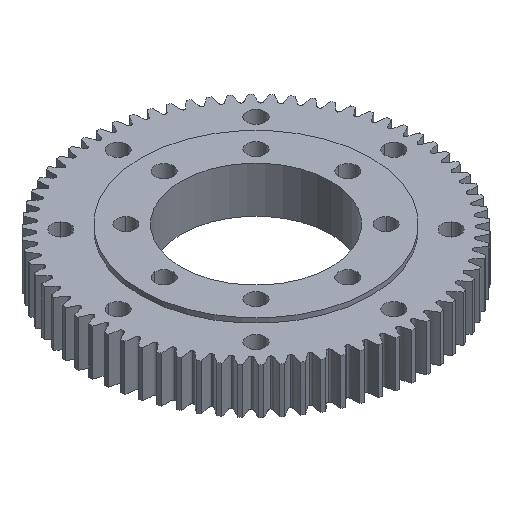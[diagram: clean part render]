
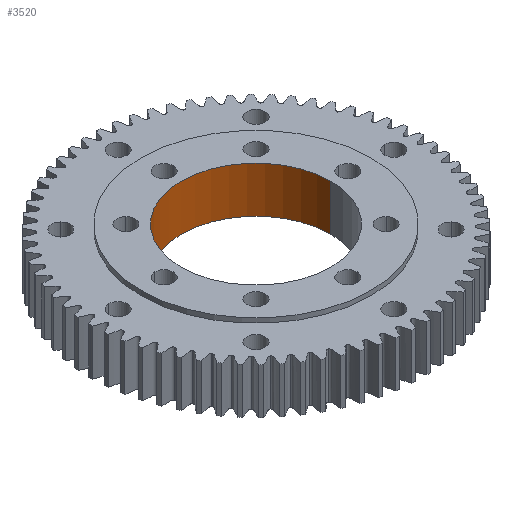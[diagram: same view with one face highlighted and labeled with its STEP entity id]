
A CAD part, isometric view. The second image highlights one B-rep face of the part: STEP entity #3520.
In plain terms, the highlighted cylindrical face has radius 32.5 mm (diameter 65 mm), a partial arc.
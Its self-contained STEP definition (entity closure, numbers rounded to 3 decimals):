
#286 = CARTESIAN_POINT ( 'NONE',  ( 32.5, 0., 2. ) ) ;
#1226 = VECTOR ( 'NONE', #11366, 1000. ) ;
#1559 = DIRECTION ( 'NONE',  ( 0., 0., 1. ) ) ;
#2696 = DIRECTION ( 'NONE',  ( 1., 0., 0. ) ) ;
#3224 = CARTESIAN_POINT ( 'NONE',  ( -32.5, 0., 2. ) ) ;
#3253 = AXIS2_PLACEMENT_3D ( 'NONE', #8772, #5082, #2696 ) ;
#3520 = ADVANCED_FACE ( 'NONE', ( #5208 ), #11305, .F. ) ;
#3590 = EDGE_CURVE ( 'NONE', #10150, #12562, #10936, .T. ) ;
#5082 = DIRECTION ( 'NONE',  ( 0., 0., 1. ) ) ;
#5091 = CARTESIAN_POINT ( 'NONE',  ( -32.5, 0., 22. ) ) ;
#5208 = FACE_OUTER_BOUND ( 'NONE', #8419, .T. ) ;
#5290 = ORIENTED_EDGE ( 'NONE', *, *, #3590, .T. ) ;
#5306 = AXIS2_PLACEMENT_3D ( 'NONE', #5439, #13971, #6687 ) ;
#5337 = LINE ( 'NONE', #15039, #11855 ) ;
#5439 = CARTESIAN_POINT ( 'NONE',  ( 0., 0., 22. ) ) ;
#6307 = CARTESIAN_POINT ( 'NONE',  ( 0., 0., 2. ) ) ;
#6645 = AXIS2_PLACEMENT_3D ( 'NONE', #6307, #14818, #7530 ) ;
#6687 = DIRECTION ( 'NONE',  ( 1., 0., 0. ) ) ;
#6804 = ORIENTED_EDGE ( 'NONE', *, *, #13027, .T. ) ;
#7416 = VERTEX_POINT ( 'NONE', #5091 ) ;
#7530 = DIRECTION ( 'NONE',  ( -1., 0., 0. ) ) ;
#8366 = CARTESIAN_POINT ( 'NONE',  ( 32.5, 0., 22. ) ) ;
#8419 = EDGE_LOOP ( 'NONE', ( #8473, #6804, #5290, #14468 ) ) ;
#8473 = ORIENTED_EDGE ( 'NONE', *, *, #10169, .F. ) ;
#8772 = CARTESIAN_POINT ( 'NONE',  ( 0., 0., 0. ) ) ;
#9850 = EDGE_CURVE ( 'NONE', #12562, #7416, #12037, .T. ) ;
#10150 = VERTEX_POINT ( 'NONE', #286 ) ;
#10169 = EDGE_CURVE ( 'NONE', #10314, #7416, #5337, .T. ) ;
#10314 = VERTEX_POINT ( 'NONE', #3224 ) ;
#10936 = LINE ( 'NONE', #12488, #1226 ) ;
#11305 = CYLINDRICAL_SURFACE ( 'NONE', #3253, 32.5 ) ;
#11366 = DIRECTION ( 'NONE',  ( 0., 0., 1. ) ) ;
#11855 = VECTOR ( 'NONE', #1559, 1000. ) ;
#12037 = CIRCLE ( 'NONE', #5306, 32.5 ) ;
#12488 = CARTESIAN_POINT ( 'NONE',  ( 32.5, 0., 0. ) ) ;
#12562 = VERTEX_POINT ( 'NONE', #8366 ) ;
#12638 = CIRCLE ( 'NONE', #6645, 32.5 ) ;
#13027 = EDGE_CURVE ( 'NONE', #10314, #10150, #12638, .T. ) ;
#13971 = DIRECTION ( 'NONE',  ( 0., 0., 1. ) ) ;
#14468 = ORIENTED_EDGE ( 'NONE', *, *, #9850, .T. ) ;
#14818 = DIRECTION ( 'NONE',  ( 0., 0., -1. ) ) ;
#15039 = CARTESIAN_POINT ( 'NONE',  ( -32.5, 0., 0. ) ) ;
